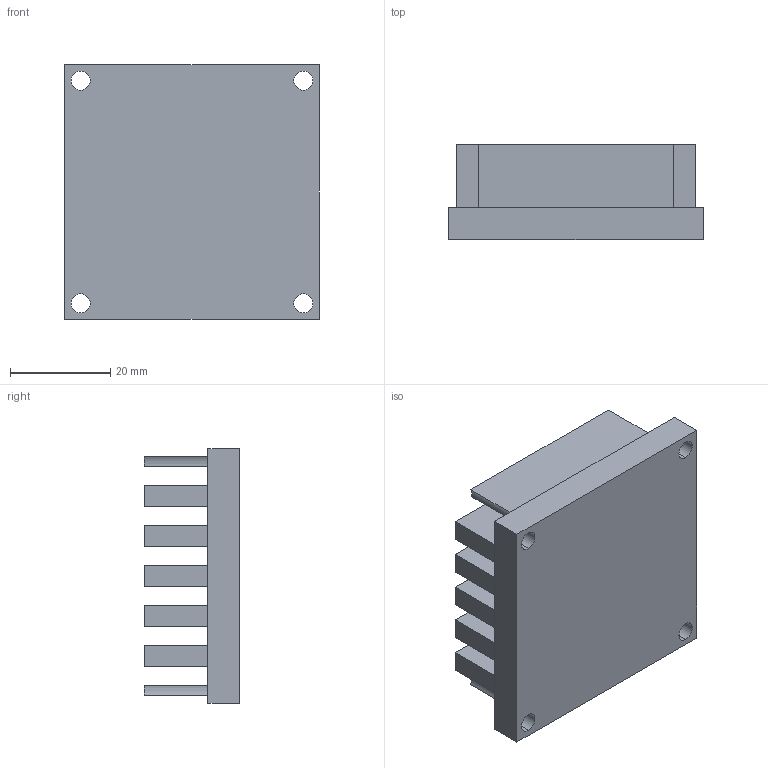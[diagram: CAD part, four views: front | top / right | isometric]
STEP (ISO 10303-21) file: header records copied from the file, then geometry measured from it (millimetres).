
FILE_DESCRIPTION (( 'STEP AP214' ), '1' );
FILE_NAME ('Heatsink.STEP', '2017-03-27T04:25:54', ( '' ), ( '' ), 'SwSTEP 2.0', 'SolidWorks 2016', '' );
FILE_SCHEMA (( 'AUTOMOTIVE_DESIGN' ));
Length unit declared in the file: inch
Products named in the file (1): Heatsink
Bounding box: 50.8 x 19.05 x 50.8 mm (x, y, z)
Volume: 30456.9 mm3; surface area: 15990.6 mm2
Topology: 1 solids, 1 shells, 68 faces, 166 edges, 104 vertices
Faces by surface type: plane 38, cylinder 22, cone 8
Entity records: 2094 total; most frequent: DIRECTION 340, CARTESIAN_POINT 331, ORIENTED_EDGE 316, EDGE_CURVE 158, VECTOR 114, LINE 114, AXIS2_PLACEMENT_3D 113, VERTEX_POINT 104
